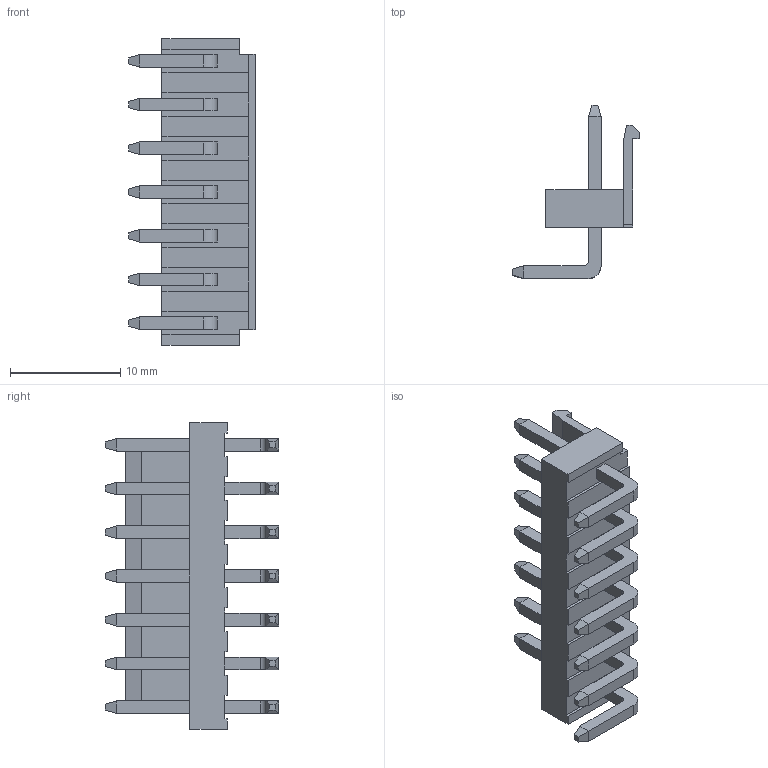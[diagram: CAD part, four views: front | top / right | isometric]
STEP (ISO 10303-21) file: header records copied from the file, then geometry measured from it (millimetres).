
FILE_DESCRIPTION(('STEP AP214'),'1');
FILE_NAME('x9396wr-07a-n0sn.stp','2022-04-18T15:55:06',('TraceParts'),('TraceParts S.A.'),'Spatial InterOp 3D',' ',' ');
FILE_SCHEMA(('AUTOMOTIVE_DESIGN { 1 0 10303 214 1 1 1 1 }'));
Length unit declared in the file: millimetre
Products named in the file (1): x9396wr-07a-n0sn
Bounding box: 11.44 x 15.69 x 27.72 mm (x, y, z)
Volume: 998 mm3; surface area: 1587.5 mm2
Topology: 1 solids, 1 shells, 198 faces, 488 edges, 306 vertices
Faces by surface type: plane 184, cylinder 14
Entity records: 5691 total; most frequent: CARTESIAN_POINT 993, ORIENTED_EDGE 976, DIRECTION 914, EDGE_CURVE 488, LINE 460, VECTOR 460, VERTEX_POINT 306, AXIS2_PLACEMENT_3D 227
